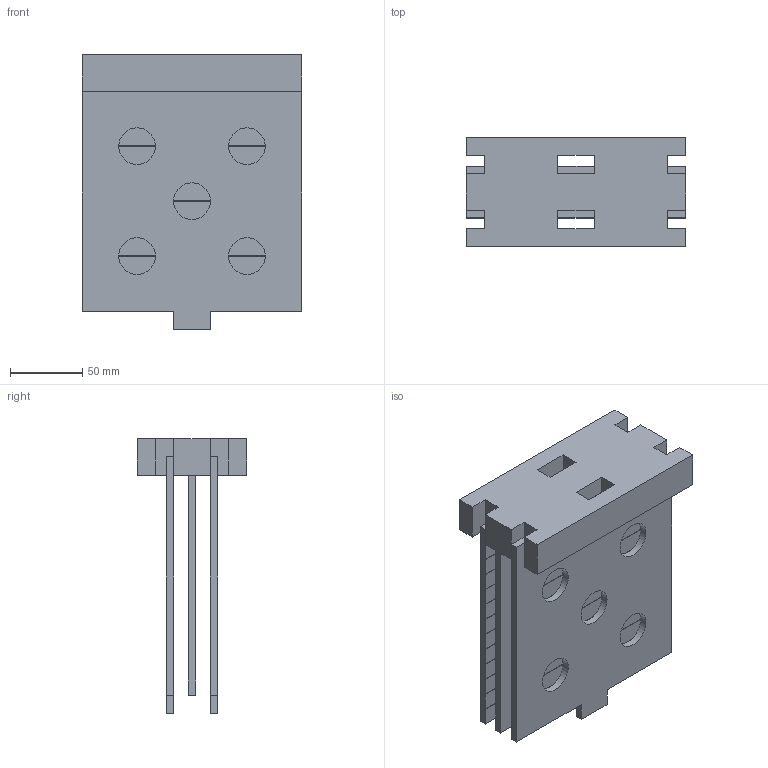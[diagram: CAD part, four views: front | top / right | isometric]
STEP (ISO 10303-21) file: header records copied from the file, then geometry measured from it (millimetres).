
FILE_DESCRIPTION(/* description */ (''),/* implementation_level */ '2;1');
FILE_NAME(/* name */ 'Toaster with middle air layer.stp',/* time_stamp */ '2024-10-29T21:33:03-04:00',/* author */ ('jjk'),/* organization */ (''),/* preprocessor_version */ 'ST-DEVELOPER v20',/* originating_system */ 'Autodesk Inventor 2025',/* authorisation */ '');
FILE_SCHEMA (('AUTOMOTIVE_DESIGN { 1 0 10303 214 3 1 1 }'));
Length unit declared in the file: inch
Products named in the file (6): Toaster with middle air layer; Base; Heating plate with 11 heating wires; Heating Plate; flat 32 gauge nichrome wire; air layer
Assembly tree (16 placements, depth 3):
  Toaster with middle air layer
    Base
    Heating plate with 11 heating wires  x2
      Heating Plate
      flat 32 gauge nichrome wire
    air layer
Bounding box: 152.4 x 76.2 x 190.5 mm (x, y, z)
Volume: 600383.5 mm3; surface area: 188904.2 mm2
Topology: 26 solids, 26 shells, 214 faces, 486 edges, 324 vertices
Faces by surface type: plane 204, cylinder 10
Full cylindrical faces by diameter (mm): 25.4 x10
Entity records: 2302 total; most frequent: CARTESIAN_POINT 372, DIRECTION 355, ORIENTED_EDGE 342, EDGE_CURVE 171, LINE 161, VECTOR 161, VERTEX_POINT 114, AXIS2_PLACEMENT_3D 97
